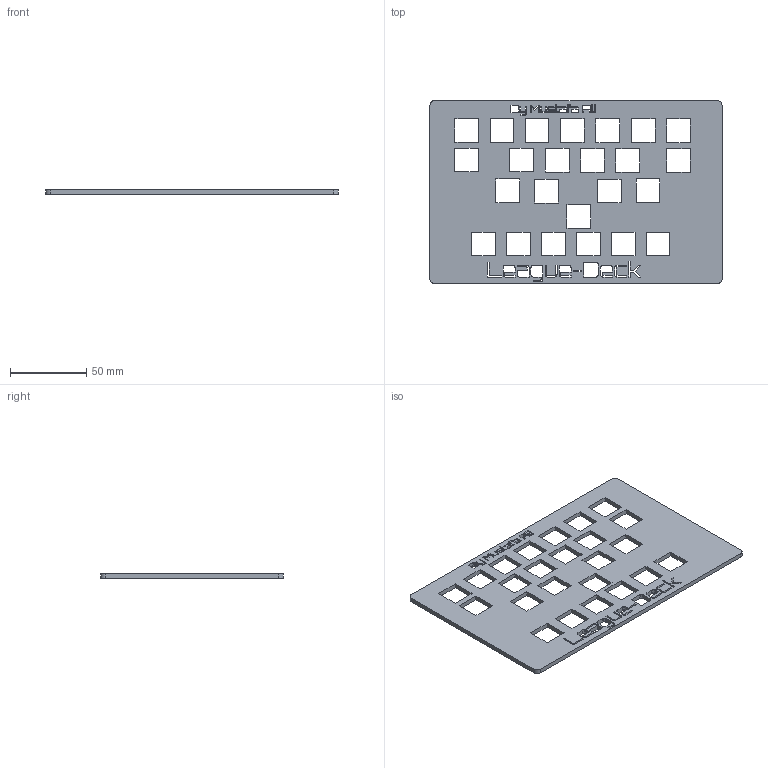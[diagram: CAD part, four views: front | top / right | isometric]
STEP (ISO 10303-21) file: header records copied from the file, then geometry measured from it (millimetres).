
FILE_DESCRIPTION(/* description */ ('STEP AP242','CAx-IF Rec.Pracs.---Representation and Presentation of Product Manufacturing Information (PMI)---4.0---2014-10-13','CAx-IF Rec.Pracs.---3D Tessellated Geometry---0.4---2014-09-14','2;1'),/* implementation_level */ '2;1');
FILE_NAME(/* name */ '6895ea64a0ed61777406a1b1',/* time_stamp */ '2025-08-08T12:15:34Z',/* author */ (''),/* organization */ (''),/* preprocessor_version */ 'ST-DEVELOPER v20',/* originating_system */ 'ONSHAPE BY PTC INC, 1.202',/* authorisation */ ' ');
FILE_SCHEMA (('AP242_MANAGED_MODEL_BASED_3D_ENGINEERING_MIM_LF { 1 0 10303 442 1 1 4 }'));
Length unit declared in the file: metre
Products named in the file (1): Part 1
Bounding box: 192.17 x 120.16 x 3 mm (x, y, z)
Volume: 49994.5 mm3; surface area: 41810 mm2
Topology: 1 solids, 1 shells, 486 faces, 1452 edges, 968 vertices
Faces by surface type: plane 302, cylinder 184
Entity records: 16578 total; most frequent: CARTESIAN_POINT 2907, ORIENTED_EDGE 2904, DIRECTION 2794, EDGE_CURVE 1452, LINE 1084, VECTOR 1084, VERTEX_POINT 968, AXIS2_PLACEMENT_3D 855
